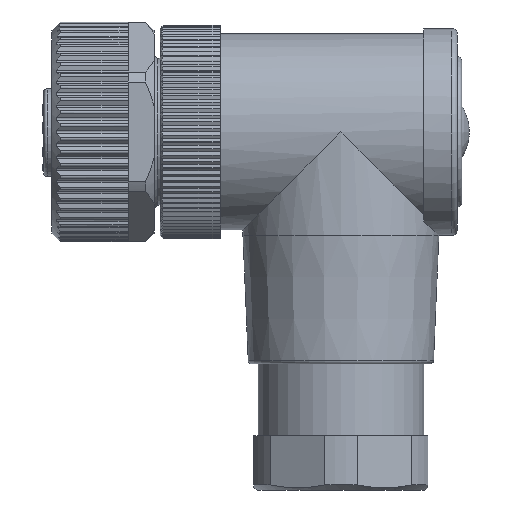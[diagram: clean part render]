
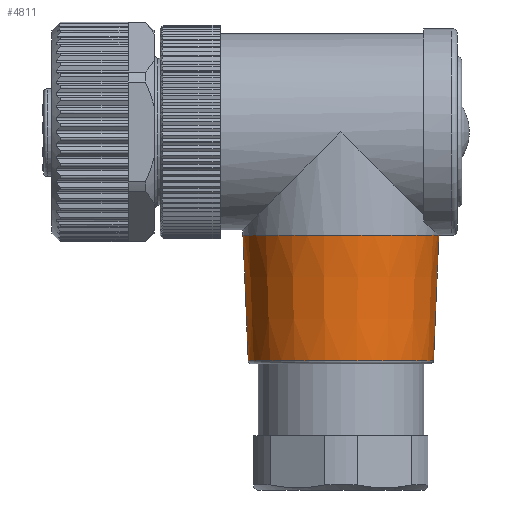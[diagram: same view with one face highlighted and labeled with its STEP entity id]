
A CAD part, front view. The second image highlights one B-rep face of the part: STEP entity #4811.
In plain terms, the highlighted conical face has half-angle 2.426 degrees and reference radius 9 mm.
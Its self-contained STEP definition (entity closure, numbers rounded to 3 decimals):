
#594=CONICAL_SURFACE('',#15040,9.,2.426);
#4811=ADVANCED_FACE('',(#5219,#5220),#594,.T.);
#5219=FACE_BOUND('',#6043,.T.);
#5220=FACE_BOUND('',#6044,.T.);
#6043=EDGE_LOOP('',(#10047));
#6044=EDGE_LOOP('',(#10048));
#10047=ORIENTED_EDGE('',*,*,#13531,.T.);
#10048=ORIENTED_EDGE('',*,*,#13530,.F.);
#11493=VERTEX_POINT('',#26715);
#11499=VERTEX_POINT('',#26738);
#13530=EDGE_CURVE('',#11493,#11493,#13977,.T.);
#13531=EDGE_CURVE('',#11499,#11499,#13978,.T.);
#13977=CIRCLE('',#15037,9.);
#13978=CIRCLE('',#15039,8.512);
#15037=AXIS2_PLACEMENT_3D('',#26735,#18278,#18279);
#15039=AXIS2_PLACEMENT_3D('',#26737,#18282,#18283);
#15040=AXIS2_PLACEMENT_3D('',#26739,#18284,#18285);
#18278=DIRECTION('',(0.,0.,1.));
#18279=DIRECTION('',(1.,0.,0.));
#18282=DIRECTION('',(0.,0.,1.));
#18283=DIRECTION('',(-1.,0.,0.));
#18284=DIRECTION('',(0.,0.,1.));
#18285=DIRECTION('',(-1.,0.,0.));
#26715=CARTESIAN_POINT('',(36.4,0.,-9.5));
#26735=CARTESIAN_POINT('',(27.4,0.,-9.5));
#26737=CARTESIAN_POINT('',(27.4,0.,-21.013));
#26738=CARTESIAN_POINT('',(18.888,0.,-21.013));
#26739=CARTESIAN_POINT('',(27.4,0.,-9.5));
